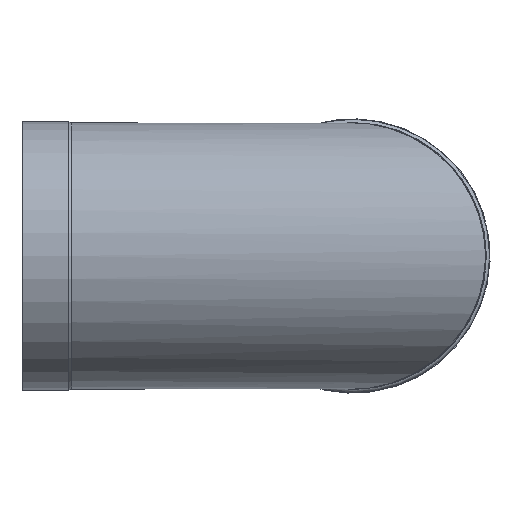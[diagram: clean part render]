
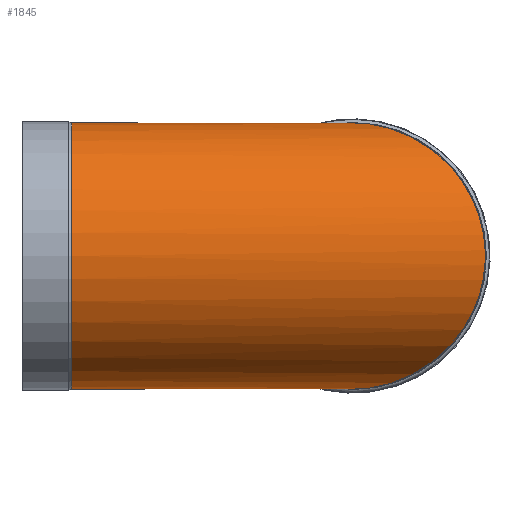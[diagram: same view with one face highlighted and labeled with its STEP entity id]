
A CAD part, left-side view. The second image highlights one B-rep face of the part: STEP entity #1845.
In plain terms, the highlighted cylindrical face has radius 201 mm (diameter 402 mm), a partial arc.
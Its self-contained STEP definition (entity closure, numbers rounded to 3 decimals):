
#187=CIRCLE('',#2068,201.);
#235=CYLINDRICAL_SURFACE('',#2067,201.);
#333=FACE_OUTER_BOUND('',#459,.T.);
#459=EDGE_LOOP('',(#1451,#1452,#1453,#1454));
#601=LINE('',#3137,#709);
#604=LINE('',#3143,#712);
#709=VECTOR('',#2594,223.688);
#712=VECTOR('',#2599,223.688);
#733=ELLIPSE('',#2064,284.257,201.);
#823=VERTEX_POINT('',#3127);
#824=VERTEX_POINT('',#3128);
#827=VERTEX_POINT('',#3136);
#829=VERTEX_POINT('',#3142);
#1037=EDGE_CURVE('',#823,#824,#733,.T.);
#1041=EDGE_CURVE('',#827,#823,#601,.T.);
#1044=EDGE_CURVE('',#829,#824,#604,.T.);
#1045=EDGE_CURVE('',#829,#827,#187,.T.);
#1451=ORIENTED_EDGE('',*,*,#1037,.T.);
#1452=ORIENTED_EDGE('',*,*,#1044,.F.);
#1453=ORIENTED_EDGE('',*,*,#1045,.T.);
#1454=ORIENTED_EDGE('',*,*,#1041,.T.);
#1845=ADVANCED_FACE('',(#333),#235,.T.);
#2064=AXIS2_PLACEMENT_3D('',#3129,#2586,#2587);
#2067=AXIS2_PLACEMENT_3D('',#3141,#2597,#2598);
#2068=AXIS2_PLACEMENT_3D('',#3144,#2600,#2601);
#2586=DIRECTION('center_axis',(-0.707,-0.707,0.));
#2587=DIRECTION('ref_axis',(0.707,-0.707,0.));
#2594=DIRECTION('',(0.,1.,0.));
#2597=DIRECTION('center_axis',(0.,1.,0.));
#2598=DIRECTION('ref_axis',(1.,0.,0.));
#2599=DIRECTION('',(0.,1.,0.));
#2600=DIRECTION('center_axis',(0.,1.,0.));
#2601=DIRECTION('ref_axis',(1.,0.,0.));
#3127=CARTESIAN_POINT('',(201.,299.,0.351));
#3128=CARTESIAN_POINT('',(201.,299.,0.));
#3129=CARTESIAN_POINT('Origin',(0.,500.,0.));
#3136=CARTESIAN_POINT('',(201.,75.312,0.351));
#3137=CARTESIAN_POINT('',(201.,75.312,0.351));
#3141=CARTESIAN_POINT('Origin',(0.,534.895,0.));
#3142=CARTESIAN_POINT('',(201.,75.312,0.));
#3143=CARTESIAN_POINT('',(201.,75.312,0.));
#3144=CARTESIAN_POINT('Origin',(0.,75.312,0.));
